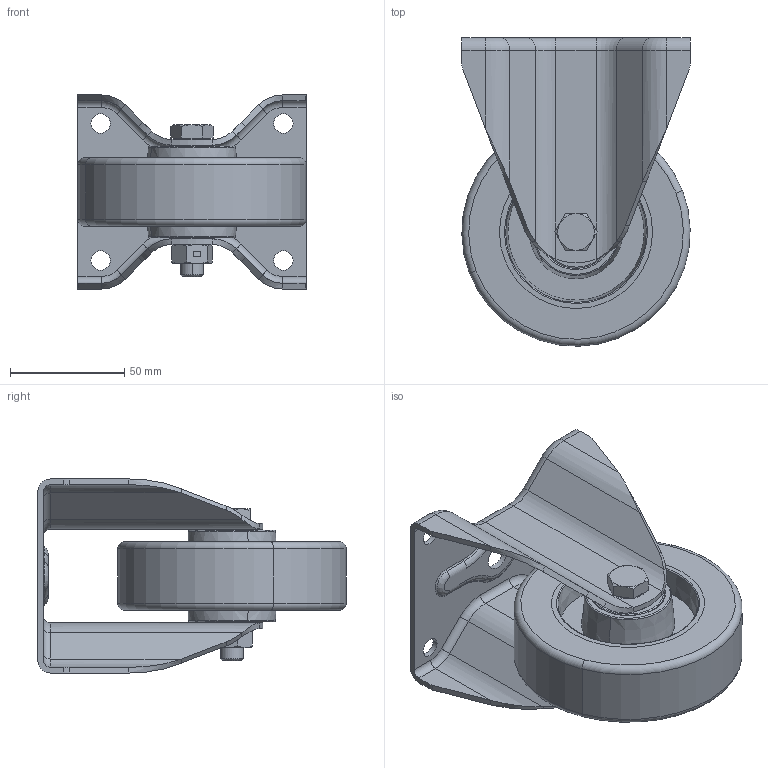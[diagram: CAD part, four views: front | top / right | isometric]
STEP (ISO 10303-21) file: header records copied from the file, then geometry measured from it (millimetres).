
FILE_DESCRIPTION (( 'STEP AP214' ), '1' );
FILE_NAME ('0047422_B-IHB-EPUA-100-K_(A-01).step', '2019-08-08T13:23:21', ( 'Windows-Benutzer' ), ( '' ), 'SwSTEP 2.0', 'SolidWorks 2018', '' );
FILE_SCHEMA (( 'AUTOMOTIVE_DESIGN' ));
Length unit declared in the file: millimetre
Products named in the file (1): 0047422_B-IHB-EPUA-100-K_(A-01)
Bounding box: 100 x 134.99 x 85 mm (x, y, z)
Volume: 255464.9 mm3; surface area: 109056.2 mm2
Topology: 13 solids, 13 shells, 406 faces, 886 edges, 522 vertices
Faces by surface type: cylinder 150, plane 102, torus 70, bspline 44, cone 40
Entity records: 18474 total; most frequent: CARTESIAN_POINT 5161, DIRECTION 1844, ORIENTED_EDGE 1772, EDGE_CURVE 886, AXIS2_PLACEMENT_3D 761, VERTEX_POINT 522, EDGE_LOOP 458, UNCERTAINTY_MEASURE_WITH_UNIT 421
